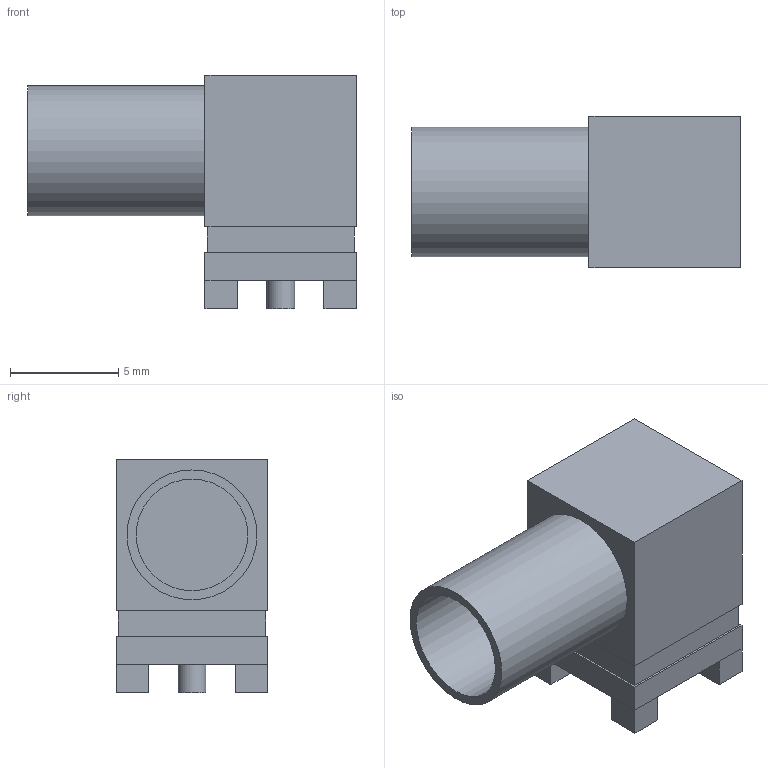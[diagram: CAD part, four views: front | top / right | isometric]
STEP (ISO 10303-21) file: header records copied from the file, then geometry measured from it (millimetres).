
FILE_DESCRIPTION(('FreeCAD Model'),'2;1');
FILE_NAME('Open CASCADE Shape Model','2022-01-08T13:00:44',( 'kicad StepUp'),('ksu MCAD'),'Open CASCADE STEP processor 7.5', 'FreeCAD','Unknown');
FILE_SCHEMA(('AUTOMOTIVE_DESIGN { 1 0 10303 214 1 1 1 1 }'));
Length unit declared in the file: millimetre
Products named in the file (1): SMA_conn
Bounding box: 15.2 x 7 x 10.8 mm (x, y, z)
Surface area: 2838.2 mm2
Topology: 5 solids, 5 shells, 85 faces, 183 edges, 122 vertices
Faces by surface type: plane 76, cylinder 9
Full cylindrical faces by diameter (mm): 1.28 x1, 5.16 x4, 6 x4
Entity records: 2921 total; most frequent: CARTESIAN_POINT 391, DIRECTION 373, ORIENTED_EDGE 366, EDGE_CURVE 183, LINE 165, VECTOR 165, VERTEX_POINT 122, AXIS2_PLACEMENT_3D 104
